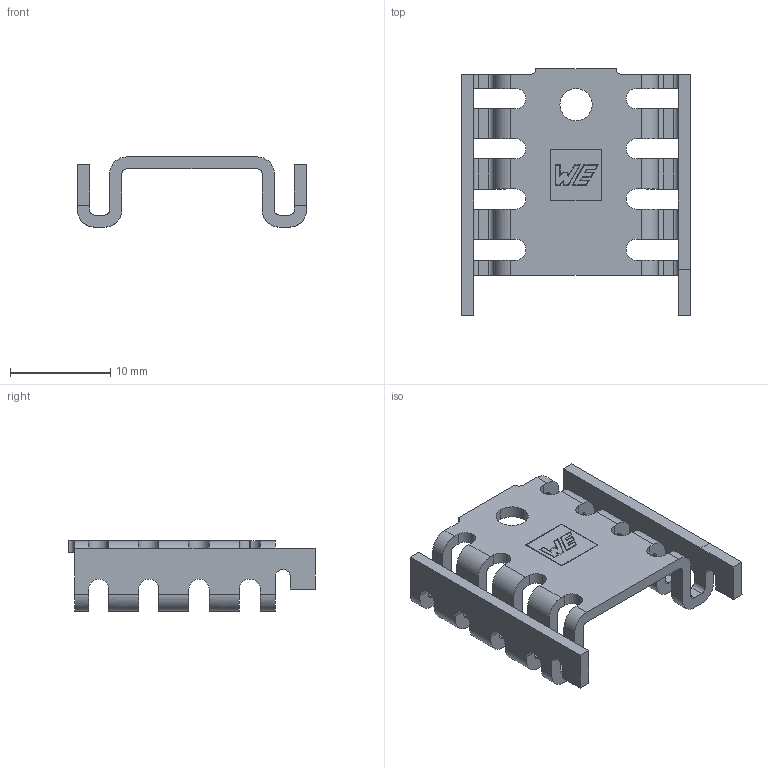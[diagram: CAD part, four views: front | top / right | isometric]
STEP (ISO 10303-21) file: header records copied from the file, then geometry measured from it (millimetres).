
FILE_DESCRIPTION(/* description */ ('Unknown'),/* implementation_level */ '2;1');
FILE_NAME(/* name */ '40901100241207',/* time_stamp */ '2025-06-16T15:32:35+08:00',/* author */ ('Unknown'),/* organization */ ('Unknown'),/* preprocessor_version */ 'ST-DEVELOPER v19.4',/* originating_system */ 'Solid Edge',/* authorisation */ 'Unknown');
FILE_SCHEMA (('AUTOMOTIVE_DESIGN {1 0 10303 214 3 1 1}'));
Length unit declared in the file: millimetre
Products named in the file (2): 40901100241207
Assembly tree (1 placements, depth 2):
  40901100241207
    40901100241207
Bounding box: 22.8 x 24.6 x 7 mm (x, y, z)
Volume: 785.3 mm3; surface area: 1768 mm2
Topology: 1 solids, 1 shells, 243 faces, 773 edges, 522 vertices
Faces by surface type: plane 148, cylinder 95
Entity records: 8692 total; most frequent: CARTESIAN_POINT 1588, ORIENTED_EDGE 1546, DIRECTION 1454, EDGE_CURVE 773, LINE 560, VECTOR 560, VERTEX_POINT 522, AXIS2_PLACEMENT_3D 447
